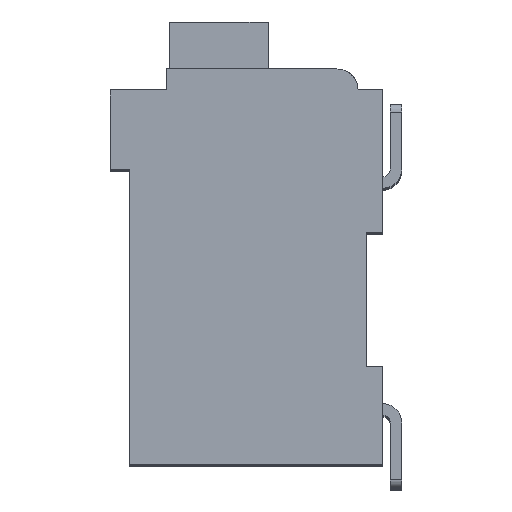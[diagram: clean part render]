
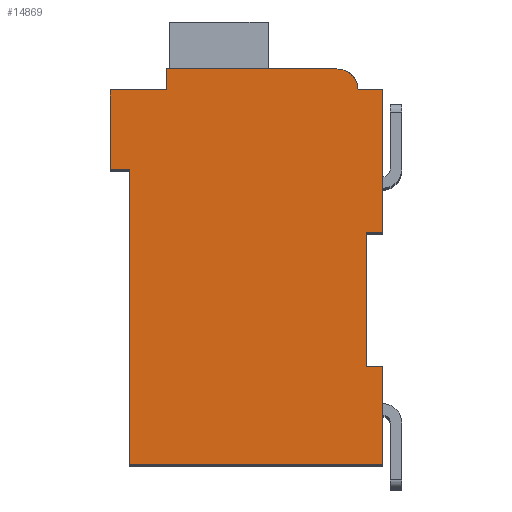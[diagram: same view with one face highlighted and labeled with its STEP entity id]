
A CAD part, top view. The second image highlights one B-rep face of the part: STEP entity #14869.
In plain terms, the highlighted planar face has unit normal (0, 0, 1).
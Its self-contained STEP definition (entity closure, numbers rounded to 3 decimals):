
#4690=DIRECTION('',(1.,0.,0.));
#4691=VECTOR('',#4690,0.5);
#4692=CARTESIAN_POINT('',(7.3,7.15,2.1));
#4693=LINE('',#4692,#4691);
#4694=DIRECTION('',(0.,1.,0.));
#4695=VECTOR('',#4694,4.15);
#4696=CARTESIAN_POINT('',(7.3,3.,2.1));
#4697=LINE('',#4696,#4695);
#4698=DIRECTION('',(-1.,0.,0.));
#4699=VECTOR('',#4698,0.5);
#4700=CARTESIAN_POINT('',(7.8,3.,2.1));
#4701=LINE('',#4700,#4699);
#4702=DIRECTION('',(0.,1.,0.));
#4703=VECTOR('',#4702,3.);
#4704=CARTESIAN_POINT('',(7.8,0.,2.1));
#4705=LINE('',#4704,#4703);
#4706=DIRECTION('',(1.,0.,0.));
#4707=VECTOR('',#4706,7.8);
#4708=CARTESIAN_POINT('',(0.,0.,2.1));
#4709=LINE('',#4708,#4707);
#4710=DIRECTION('',(0.,-1.,0.));
#4711=VECTOR('',#4710,9.1);
#4712=CARTESIAN_POINT('',(0.,9.1,2.1));
#4713=LINE('',#4712,#4711);
#4714=DIRECTION('',(1.,0.,0.));
#4715=VECTOR('',#4714,0.6);
#4716=CARTESIAN_POINT('',(-0.6,9.1,2.1));
#4717=LINE('',#4716,#4715);
#4718=DIRECTION('',(0.,-1.,0.));
#4719=VECTOR('',#4718,2.45);
#4720=CARTESIAN_POINT('',(-0.6,11.55,2.1));
#4721=LINE('',#4720,#4719);
#4722=DIRECTION('',(-1.,0.,0.));
#4723=VECTOR('',#4722,1.75);
#4724=CARTESIAN_POINT('',(1.15,11.55,2.1));
#4725=LINE('',#4724,#4723);
#4726=DIRECTION('',(0.,-1.,0.));
#4727=VECTOR('',#4726,0.65);
#4728=CARTESIAN_POINT('',(1.15,12.2,2.1));
#4729=LINE('',#4728,#4727);
#4730=DIRECTION('',(-1.,0.,0.));
#4731=VECTOR('',#4730,5.25);
#4732=CARTESIAN_POINT('',(6.4,12.2,2.1));
#4733=LINE('',#4732,#4731);
#4734=CARTESIAN_POINT('',(6.4,11.55,2.1));
#4735=DIRECTION('',(0.,0.,1.));
#4736=DIRECTION('',(1.,0.,0.));
#4737=AXIS2_PLACEMENT_3D('',#4734,#4735,#4736);
#4739=DIRECTION('',(-1.,0.,0.));
#4740=VECTOR('',#4739,0.75);
#4741=CARTESIAN_POINT('',(7.8,11.55,2.1));
#4742=LINE('',#4741,#4740);
#4743=DIRECTION('',(0.,1.,0.));
#4744=VECTOR('',#4743,4.4);
#4745=CARTESIAN_POINT('',(7.8,7.15,2.1));
#4746=LINE('',#4745,#4744);
#7189=CARTESIAN_POINT('',(7.3,7.15,2.1));
#7190=CARTESIAN_POINT('',(7.8,7.15,2.1));
#7191=VERTEX_POINT('',#7189);
#7192=VERTEX_POINT('',#7190);
#7193=CARTESIAN_POINT('',(7.8,11.55,2.1));
#7194=VERTEX_POINT('',#7193);
#7195=CARTESIAN_POINT('',(7.05,11.55,2.1));
#7196=VERTEX_POINT('',#7195);
#7197=CARTESIAN_POINT('',(6.4,12.2,2.1));
#7198=VERTEX_POINT('',#7197);
#7199=CARTESIAN_POINT('',(1.15,12.2,2.1));
#7200=VERTEX_POINT('',#7199);
#7201=CARTESIAN_POINT('',(1.15,11.55,2.1));
#7202=VERTEX_POINT('',#7201);
#7203=CARTESIAN_POINT('',(-0.6,11.55,2.1));
#7204=VERTEX_POINT('',#7203);
#7205=CARTESIAN_POINT('',(-0.6,9.1,2.1));
#7206=VERTEX_POINT('',#7205);
#7207=CARTESIAN_POINT('',(0.,9.1,2.1));
#7208=VERTEX_POINT('',#7207);
#7209=CARTESIAN_POINT('',(0.,0.,2.1));
#7210=VERTEX_POINT('',#7209);
#7211=CARTESIAN_POINT('',(7.8,0.,2.1));
#7212=VERTEX_POINT('',#7211);
#7213=CARTESIAN_POINT('',(7.8,3.,2.1));
#7214=VERTEX_POINT('',#7213);
#7215=CARTESIAN_POINT('',(7.3,3.,2.1));
#7216=VERTEX_POINT('',#7215);
#14848=CARTESIAN_POINT('',(0.,0.,2.1));
#14849=DIRECTION('',(0.,0.,1.));
#14850=DIRECTION('',(1.,0.,0.));
#14851=AXIS2_PLACEMENT_3D('',#14848,#14849,#14850);
#14852=PLANE('',#14851);
#14853=ORIENTED_EDGE('',*,*,#9450,.F.);
#14854=ORIENTED_EDGE('',*,*,#9838,.F.);
#14855=ORIENTED_EDGE('',*,*,#12280,.F.);
#14856=ORIENTED_EDGE('',*,*,#12455,.F.);
#14857=ORIENTED_EDGE('',*,*,#12666,.F.);
#14858=ORIENTED_EDGE('',*,*,#12964,.F.);
#14859=ORIENTED_EDGE('',*,*,#13072,.F.);
#14860=ORIENTED_EDGE('',*,*,#13283,.F.);
#14861=ORIENTED_EDGE('',*,*,#13541,.F.);
#14862=ORIENTED_EDGE('',*,*,#13928,.F.);
#14863=ORIENTED_EDGE('',*,*,#14224,.F.);
#14864=ORIENTED_EDGE('',*,*,#13592,.F.);
#14865=ORIENTED_EDGE('',*,*,#13809,.F.);
#14866=ORIENTED_EDGE('',*,*,#9733,.F.);
#14867=EDGE_LOOP('',(#14853,#14854,#14855,#14856,#14857,#14858,#14859,#14860,
#14861,#14862,#14863,#14864,#14865,#14866));
#14868=FACE_OUTER_BOUND('',#14867,.F.);
#4738=CIRCLE('',#4737,0.65);
#9450=EDGE_CURVE('',#7191,#7192,#4693,.T.);
#9733=EDGE_CURVE('',#7192,#7194,#4746,.T.);
#9838=EDGE_CURVE('',#7216,#7191,#4697,.T.);
#12280=EDGE_CURVE('',#7214,#7216,#4701,.T.);
#12455=EDGE_CURVE('',#7212,#7214,#4705,.T.);
#12666=EDGE_CURVE('',#7210,#7212,#4709,.T.);
#12964=EDGE_CURVE('',#7208,#7210,#4713,.T.);
#13072=EDGE_CURVE('',#7206,#7208,#4717,.T.);
#13283=EDGE_CURVE('',#7204,#7206,#4721,.T.);
#13541=EDGE_CURVE('',#7202,#7204,#4725,.T.);
#13592=EDGE_CURVE('',#7196,#7198,#4738,.T.);
#13809=EDGE_CURVE('',#7194,#7196,#4742,.T.);
#13928=EDGE_CURVE('',#7200,#7202,#4729,.T.);
#14224=EDGE_CURVE('',#7198,#7200,#4733,.T.);
#14869=ADVANCED_FACE('',(#14868),#14852,.T.);
